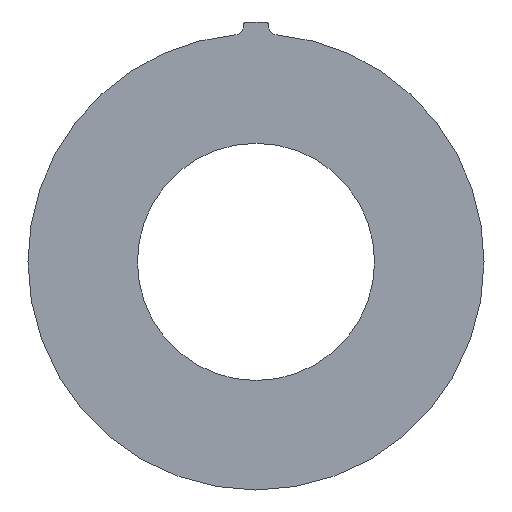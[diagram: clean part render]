
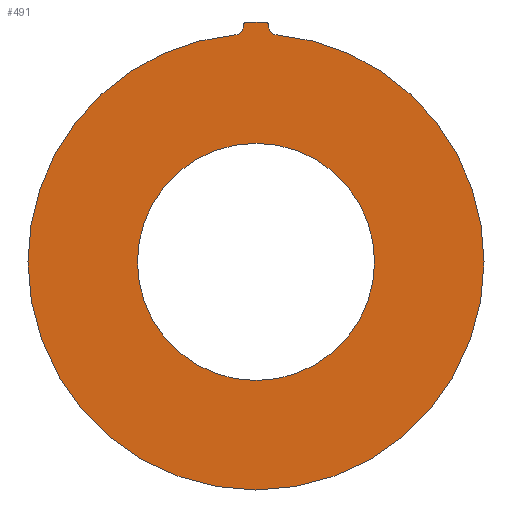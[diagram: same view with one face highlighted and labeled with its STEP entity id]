
A CAD part, top view. The second image highlights one B-rep face of the part: STEP entity #491.
In plain terms, the highlighted planar face has unit normal (0, 0, 1).
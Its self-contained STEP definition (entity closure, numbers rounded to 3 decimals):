
#24 = VECTOR ( 'NONE', #172, 1000. ) ;
#25 = CIRCLE ( 'NONE', #26, 0.4 ) ;
#26 = AXIS2_PLACEMENT_3D ( 'NONE', #156, #141, #162 ) ;
#28 = AXIS2_PLACEMENT_3D ( 'NONE', #179, #173, #161 ) ;
#37 = CIRCLE ( 'NONE', #55, 25. ) ;
#55 = AXIS2_PLACEMENT_3D ( 'NONE', #227, #222, #192 ) ;
#56 = CIRCLE ( 'NONE', #65, 0.4 ) ;
#65 = AXIS2_PLACEMENT_3D ( 'NONE', #249, #260, #250 ) ;
#75 = CIRCLE ( 'NONE', #85, 13. ) ;
#77 = VECTOR ( 'NONE', #265, 1000. ) ;
#81 = AXIS2_PLACEMENT_3D ( 'NONE', #213, #214, #215 ) ;
#83 = CIRCLE ( 'NONE', #81, 25. ) ;
#85 = AXIS2_PLACEMENT_3D ( 'NONE', #246, #264, #256 ) ;
#93 = CARTESIAN_POINT ( 'NONE',  ( -1., 26.3, 0.8 ) ) ;
#94 = CARTESIAN_POINT ( 'NONE',  ( 1.4, 25.9, 0.8 ) ) ;
#95 = CARTESIAN_POINT ( 'NONE',  ( -13., 0., 0.8 ) ) ;
#96 = CARTESIAN_POINT ( 'NONE',  ( 0., 0., 0.8 ) ) ;
#97 = DIRECTION ( 'NONE',  ( 0., 0., -1. ) ) ;
#100 = CARTESIAN_POINT ( 'NONE',  ( 25., 0., 0.8 ) ) ;
#105 = CARTESIAN_POINT ( 'NONE',  ( 2.3, 25.798, 0.8 ) ) ;
#109 = LINE ( 'NONE', #111, #475 ) ;
#111 = CARTESIAN_POINT ( 'NONE',  ( -1.4, 25.9, 0.8 ) ) ;
#112 = DIRECTION ( 'NONE',  ( 0., -1., 0. ) ) ;
#115 = CARTESIAN_POINT ( 'NONE',  ( 1.4, 25.798, 0.8 ) ) ;
#117 = CARTESIAN_POINT ( 'NONE',  ( 2.22, 24.901, 0.8 ) ) ;
#118 = DIRECTION ( 'NONE',  ( 0., 0., -1. ) ) ;
#121 = CARTESIAN_POINT ( 'NONE',  ( -1.4, 25.9, 0.8 ) ) ;
#122 = CARTESIAN_POINT ( 'NONE',  ( 13., 0., 0.8 ) ) ;
#124 = DIRECTION ( 'NONE',  ( 1., 0., 0. ) ) ;
#127 = DIRECTION ( 'NONE',  ( 1., 0., 0. ) ) ;
#128 = CARTESIAN_POINT ( 'NONE',  ( -25., 0., 0.8 ) ) ;
#129 = CARTESIAN_POINT ( 'NONE',  ( 1., 26.3, 0.8 ) ) ;
#135 = CARTESIAN_POINT ( 'NONE',  ( 0., 0., 0.8 ) ) ;
#136 = FACE_BOUND ( 'NONE', #451, .T. ) ;
#138 = DIRECTION ( 'NONE',  ( 1., 0., 0. ) ) ;
#140 = CARTESIAN_POINT ( 'NONE',  ( -2.3, 25.798, 0.8 ) ) ;
#141 = DIRECTION ( 'NONE',  ( 0., 0., -1. ) ) ;
#150 = DIRECTION ( 'NONE',  ( 0., 0., -1. ) ) ;
#156 = CARTESIAN_POINT ( 'NONE',  ( -1., 25.9, 0.8 ) ) ;
#160 = DIRECTION ( 'NONE',  ( 0., 0., -1. ) ) ;
#161 = DIRECTION ( 'NONE',  ( 1., 0., 0. ) ) ;
#162 = DIRECTION ( 'NONE',  ( 1., 0., 0. ) ) ;
#164 = LINE ( 'NONE', #183, #24 ) ;
#165 = DIRECTION ( 'NONE',  ( 1., 0., 0. ) ) ;
#169 = PLANE ( 'NONE',  #28 ) ;
#172 = DIRECTION ( 'NONE',  ( -1., 0., 0. ) ) ;
#173 = DIRECTION ( 'NONE',  ( 0., 0., 1. ) ) ;
#179 = CARTESIAN_POINT ( 'NONE',  ( -2.3, 25.798, 0.8 ) ) ;
#183 = CARTESIAN_POINT ( 'NONE',  ( 1., 26.3, 0.8 ) ) ;
#184 = FACE_OUTER_BOUND ( 'NONE', #440, .T. ) ;
#192 = DIRECTION ( 'NONE',  ( 1., 0., 0. ) ) ;
#213 = CARTESIAN_POINT ( 'NONE',  ( 0., 0., 0.8 ) ) ;
#214 = DIRECTION ( 'NONE',  ( 0., 0., -1. ) ) ;
#215 = DIRECTION ( 'NONE',  ( 1., 0., 0. ) ) ;
#222 = DIRECTION ( 'NONE',  ( 0., 0., -1. ) ) ;
#227 = CARTESIAN_POINT ( 'NONE',  ( 0., 0., 0.8 ) ) ;
#235 = LINE ( 'NONE', #254, #77 ) ;
#246 = CARTESIAN_POINT ( 'NONE',  ( 0., 0., 0.8 ) ) ;
#249 = CARTESIAN_POINT ( 'NONE',  ( 1., 25.9, 0.8 ) ) ;
#250 = DIRECTION ( 'NONE',  ( 1., 0., 0. ) ) ;
#254 = CARTESIAN_POINT ( 'NONE',  ( 1.4, 25.798, 0.8 ) ) ;
#256 = DIRECTION ( 'NONE',  ( 1., 0., 0. ) ) ;
#260 = DIRECTION ( 'NONE',  ( 0., 0., -1. ) ) ;
#264 = DIRECTION ( 'NONE',  ( 0., 0., -1. ) ) ;
#265 = DIRECTION ( 'NONE',  ( 0., 1., 0. ) ) ;
#319 = VERTEX_POINT ( 'NONE', #430 ) ;
#320 = VERTEX_POINT ( 'NONE', #439 ) ;
#322 = VERTEX_POINT ( 'NONE', #100 ) ;
#326 = VERTEX_POINT ( 'NONE', #122 ) ;
#330 = VERTEX_POINT ( 'NONE', #117 ) ;
#336 = VERTEX_POINT ( 'NONE', #128 ) ;
#343 = VERTEX_POINT ( 'NONE', #129 ) ;
#347 = VERTEX_POINT ( 'NONE', #121 ) ;
#349 = VERTEX_POINT ( 'NONE', #95 ) ;
#350 = VERTEX_POINT ( 'NONE', #115 ) ;
#352 = VERTEX_POINT ( 'NONE', #93 ) ;
#356 = VERTEX_POINT ( 'NONE', #94 ) ;
#358 = ORIENTED_EDGE ( 'NONE', *, *, #517, .T. ) ;
#360 = ORIENTED_EDGE ( 'NONE', *, *, #489, .F. ) ;
#361 = ORIENTED_EDGE ( 'NONE', *, *, #488, .T. ) ;
#377 = ORIENTED_EDGE ( 'NONE', *, *, #483, .T. ) ;
#384 = ORIENTED_EDGE ( 'NONE', *, *, #518, .F. ) ;
#394 = ORIENTED_EDGE ( 'NONE', *, *, #500, .F. ) ;
#406 = ORIENTED_EDGE ( 'NONE', *, *, #519, .T. ) ;
#407 = ORIENTED_EDGE ( 'NONE', *, *, #505, .F. ) ;
#412 = ORIENTED_EDGE ( 'NONE', *, *, #482, .T. ) ;
#413 = ORIENTED_EDGE ( 'NONE', *, *, #480, .T. ) ;
#416 = ORIENTED_EDGE ( 'NONE', *, *, #484, .F. ) ;
#417 = ORIENTED_EDGE ( 'NONE', *, *, #477, .T. ) ;
#430 = CARTESIAN_POINT ( 'NONE',  ( -1.4, 25.798, 0.8 ) ) ;
#439 = CARTESIAN_POINT ( 'NONE',  ( -2.22, 24.901, 0.8 ) ) ;
#440 = EDGE_LOOP ( 'NONE', ( #360, #412, #377, #394, #407, #416, #413, #406, #384, #361 ) ) ;
#451 = EDGE_LOOP ( 'NONE', ( #417, #358 ) ) ;
#455 = CIRCLE ( 'NONE', #458, 25. ) ;
#458 = AXIS2_PLACEMENT_3D ( 'NONE', #135, #160, #138 ) ;
#459 = CIRCLE ( 'NONE', #476, 0.9 ) ;
#461 = CIRCLE ( 'NONE', #473, 13. ) ;
#470 = AXIS2_PLACEMENT_3D ( 'NONE', #105, #118, #124 ) ;
#472 = CIRCLE ( 'NONE', #470, 0.9 ) ;
#473 = AXIS2_PLACEMENT_3D ( 'NONE', #96, #97, #127 ) ;
#475 = VECTOR ( 'NONE', #112, 1000. ) ;
#476 = AXIS2_PLACEMENT_3D ( 'NONE', #140, #150, #165 ) ;
#477 = EDGE_CURVE ( 'NONE', #326, #349, #461, .T. ) ;
#480 = EDGE_CURVE ( 'NONE', #330, #350, #472, .T. ) ;
#482 = EDGE_CURVE ( 'NONE', #347, #319, #109, .T. ) ;
#483 = EDGE_CURVE ( 'NONE', #319, #320, #459, .T. ) ;
#484 = EDGE_CURVE ( 'NONE', #330, #322, #455, .T. ) ;
#488 = EDGE_CURVE ( 'NONE', #343, #352, #164, .T. ) ;
#489 = EDGE_CURVE ( 'NONE', #347, #352, #25, .T. ) ;
#491 = ADVANCED_FACE ( 'NONE', ( #136, #184 ), #169, .T. ) ;
#500 = EDGE_CURVE ( 'NONE', #336, #320, #37, .T. ) ;
#505 = EDGE_CURVE ( 'NONE', #322, #336, #83, .T. ) ;
#517 = EDGE_CURVE ( 'NONE', #349, #326, #75, .T. ) ;
#518 = EDGE_CURVE ( 'NONE', #343, #356, #56, .T. ) ;
#519 = EDGE_CURVE ( 'NONE', #350, #356, #235, .T. ) ;
